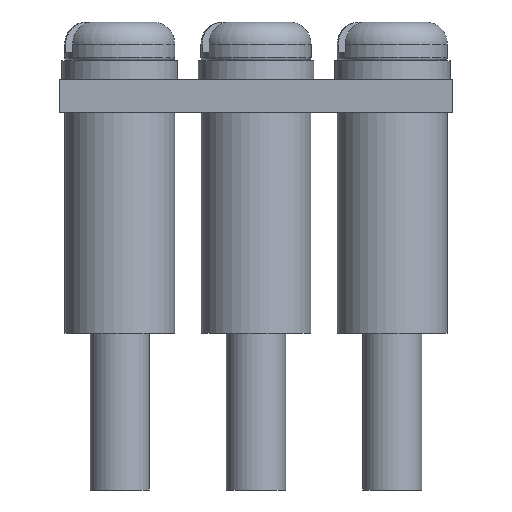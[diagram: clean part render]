
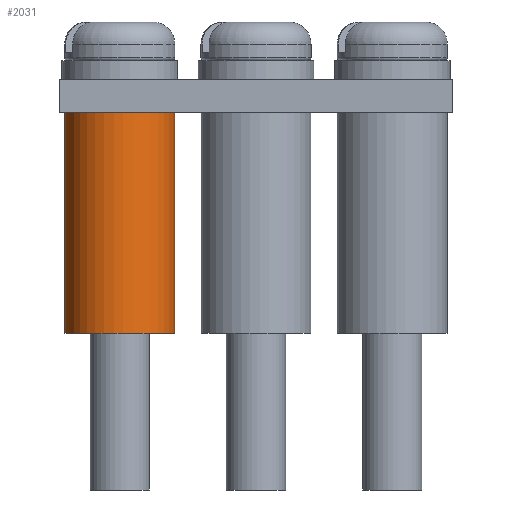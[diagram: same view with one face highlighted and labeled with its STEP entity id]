
A CAD part, left-side view. The second image highlights one B-rep face of the part: STEP entity #2031.
In plain terms, the highlighted cylindrical face has radius 2 mm (diameter 4 mm), a full revolution.
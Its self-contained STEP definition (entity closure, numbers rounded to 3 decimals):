
#25 = FACE_OUTER_BOUND ( 'NONE', #2325, .T. ) ;
#61 = CARTESIAN_POINT ( 'NONE',  ( 1.502, 7., 5.7 ) ) ;
#120 = DIRECTION ( 'NONE',  ( 0., 0., 1. ) ) ;
#260 = DIRECTION ( 'NONE',  ( 0., 0., -1. ) ) ;
#268 = CYLINDRICAL_SURFACE ( 'NONE', #3162, 2. ) ;
#357 = CIRCLE ( 'NONE', #2203, 2. ) ;
#573 = DIRECTION ( 'NONE',  ( 0., 0., 1. ) ) ;
#609 = EDGE_CURVE ( 'NONE', #2818, #2818, #357, .T. ) ;
#653 = VERTEX_POINT ( 'NONE', #2569 ) ;
#729 = FACE_OUTER_BOUND ( 'NONE', #3026, .T. ) ;
#739 = DIRECTION ( 'NONE',  ( -0.722, -0.692, 0. ) ) ;
#780 = DIRECTION ( 'NONE',  ( 0.722, 0.692, 0. ) ) ;
#1358 = ORIENTED_EDGE ( 'NONE', *, *, #609, .T. ) ;
#2031 = ADVANCED_FACE ( 'NONE', ( #25, #729 ), #268, .T. ) ;
#2194 = CARTESIAN_POINT ( 'NONE',  ( 0.057, 5.617, 13.7 ) ) ;
#2203 = AXIS2_PLACEMENT_3D ( 'NONE', #2754, #573, #780 ) ;
#2325 = EDGE_LOOP ( 'NONE', ( #2443 ) ) ;
#2443 = ORIENTED_EDGE ( 'NONE', *, *, #2588, .F. ) ;
#2569 = CARTESIAN_POINT ( 'NONE',  ( 1.502, 7., 13.7 ) ) ;
#2579 = CARTESIAN_POINT ( 'NONE',  ( 0.057, 5.617, 13.7 ) ) ;
#2588 = EDGE_CURVE ( 'NONE', #653, #653, #2959, .T. ) ;
#2754 = CARTESIAN_POINT ( 'NONE',  ( 0.057, 5.617, 5.7 ) ) ;
#2818 = VERTEX_POINT ( 'NONE', #61 ) ;
#2856 = AXIS2_PLACEMENT_3D ( 'NONE', #2579, #120, #3087 ) ;
#2959 = CIRCLE ( 'NONE', #2856, 2. ) ;
#3026 = EDGE_LOOP ( 'NONE', ( #1358 ) ) ;
#3087 = DIRECTION ( 'NONE',  ( 0.722, 0.692, 0. ) ) ;
#3162 = AXIS2_PLACEMENT_3D ( 'NONE', #2194, #260, #739 ) ;
